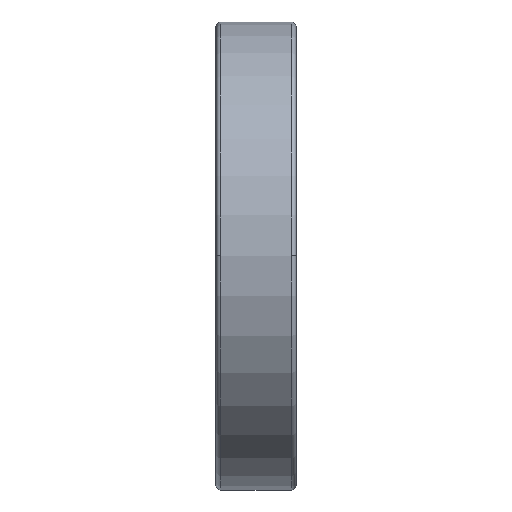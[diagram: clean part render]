
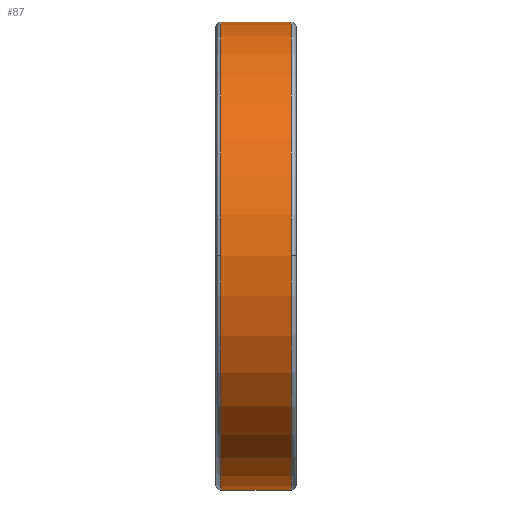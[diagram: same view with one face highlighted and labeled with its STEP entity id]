
A CAD part, top view. The second image highlights one B-rep face of the part: STEP entity #87.
In plain terms, the highlighted cylindrical face has radius 70 mm (diameter 140 mm), a partial arc.
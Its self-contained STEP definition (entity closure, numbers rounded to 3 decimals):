
#87=ADVANCED_FACE('',(#243),#244,.T.);
#243=FACE_OUTER_BOUND('',#577,.T.);
#244=CYLINDRICAL_SURFACE('',#578,70.0);
#577=EDGE_LOOP('',(#965,#966,#967,#968,#969,#970));
#578=AXIS2_PLACEMENT_3D('',#971,#972,#973);
#965=ORIENTED_EDGE('',*,*,#1999,.F.);
#966=ORIENTED_EDGE('',*,*,#2000,.T.);
#967=ORIENTED_EDGE('',*,*,#2001,.T.);
#968=ORIENTED_EDGE('',*,*,#2002,.F.);
#969=ORIENTED_EDGE('',*,*,#2003,.F.);
#970=ORIENTED_EDGE('',*,*,#1996,.F.);
#971=CARTESIAN_POINT('',(12.0,0.0,0.0));
#972=DIRECTION('',(-1.0,0.0,0.0));
#973=DIRECTION('',(0.0,1.0,0.0));
#1996=EDGE_CURVE('',#2336,#2338,#2339,.T.);
#1999=EDGE_CURVE('',#2343,#2336,#2344,.T.);
#2000=EDGE_CURVE('',#2343,#2345,#2346,.T.);
#2001=EDGE_CURVE('',#2345,#2347,#2348,.T.);
#2002=EDGE_CURVE('',#2349,#2347,#2350,.T.);
#2003=EDGE_CURVE('',#2338,#2349,#2351,.T.);
#2336=VERTEX_POINT('',#2866);
#2338=VERTEX_POINT('',#2868);
#2339=CIRCLE('',#2869,70.0);
#2343=VERTEX_POINT('',#2873);
#2344=LINE('',#2874,#2875);
#2345=VERTEX_POINT('',#2876);
#2346=CIRCLE('',#2877,70.0);
#2347=VERTEX_POINT('',#2878);
#2348=CIRCLE('',#2879,70.0);
#2349=VERTEX_POINT('',#2880);
#2350=LINE('',#2881,#2882);
#2351=CIRCLE('',#2883,70.0);
#2866=CARTESIAN_POINT('',(22.5,70.0,0.0));
#2868=CARTESIAN_POINT('',(22.5,0.,70.0));
#2869=AXIS2_PLACEMENT_3D('',#4430,#4431,#4432);
#2873=CARTESIAN_POINT('',(1.5,70.0,0.0));
#2874=CARTESIAN_POINT('',(12.0,70.0,0.));
#2875=VECTOR('',#4439,1.0);
#2876=CARTESIAN_POINT('',(1.5,0.,70.0));
#2877=AXIS2_PLACEMENT_3D('',#4440,#4441,#4442);
#2878=CARTESIAN_POINT('',(1.5,-70.0,0.));
#2879=AXIS2_PLACEMENT_3D('',#4443,#4444,#4445);
#2880=CARTESIAN_POINT('',(22.5,-70.0,0.));
#2881=CARTESIAN_POINT('',(12.0,-70.0,0.));
#2882=VECTOR('',#4446,1.0);
#2883=AXIS2_PLACEMENT_3D('',#4447,#4448,#4449);
#4430=CARTESIAN_POINT('',(22.5,0.0,0.0));
#4431=DIRECTION('',(1.0,0.0,0.0));
#4432=DIRECTION('',(0.0,1.0,0.0));
#4439=DIRECTION('',(1.0,0.0,0.0));
#4440=CARTESIAN_POINT('',(1.5,0.0,0.0));
#4441=DIRECTION('',(1.0,0.0,0.0));
#4442=DIRECTION('',(0.0,1.0,0.0));
#4443=CARTESIAN_POINT('',(1.5,0.0,0.0));
#4444=DIRECTION('',(1.0,0.0,0.0));
#4445=DIRECTION('',(0.0,1.0,0.0));
#4446=DIRECTION('',(-1.0,-0.0,-0.0));
#4447=CARTESIAN_POINT('',(22.5,0.0,0.0));
#4448=DIRECTION('',(1.0,0.0,0.0));
#4449=DIRECTION('',(0.0,1.0,0.0));
